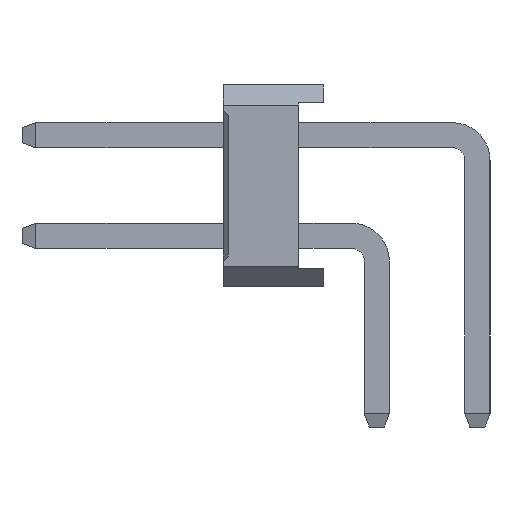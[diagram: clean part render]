
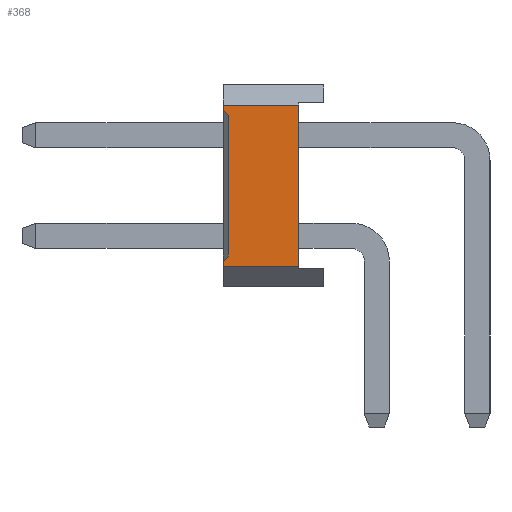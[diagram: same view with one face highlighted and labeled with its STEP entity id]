
A CAD part, left-side view. The second image highlights one B-rep face of the part: STEP entity #368.
In plain terms, the highlighted planar face has unit normal (-1, 0, 0).
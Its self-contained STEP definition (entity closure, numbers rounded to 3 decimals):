
#368=ADVANCED_FACE('',(#6158),#6160,.T.);
#6158=FACE_BOUND('',#6159,.T.);
#6159=EDGE_LOOP('',(#10853,#10854,#10855,#10856,#10857,#10858,#10859,#10860));
#6160=PLANE('',#6161);
#6161=AXIS2_PLACEMENT_3D('',#6162,#6163,#6164);
#6162=CARTESIAN_POINT('',(-1.,1.05,0.4));
#6163=DIRECTION('',(-1.,0.,0.));
#6164=DIRECTION('',(0.,0.,1.));
#10853=ORIENTED_EDGE('',*,*,#13961,.F.);
#10854=ORIENTED_EDGE('',*,*,#13962,.T.);
#10855=ORIENTED_EDGE('',*,*,#13963,.F.);
#10856=ORIENTED_EDGE('',*,*,#13677,.F.);
#10857=ORIENTED_EDGE('',*,*,#13959,.F.);
#10858=ORIENTED_EDGE('',*,*,#13964,.T.);
#10859=ORIENTED_EDGE('',*,*,#13965,.T.);
#10860=ORIENTED_EDGE('',*,*,#13681,.F.);
#13677=EDGE_CURVE('',#15300,#15302,#15303,.T.);
#13681=EDGE_CURVE('',#15308,#15310,#15311,.T.);
#13959=EDGE_CURVE('',#15830,#15300,#15832,.T.);
#13961=EDGE_CURVE('',#15834,#15308,#15835,.F.);
#13962=EDGE_CURVE('',#15834,#15836,#15837,.T.);
#13963=EDGE_CURVE('',#15302,#15836,#15838,.F.);
#13964=EDGE_CURVE('',#15830,#15839,#15840,.T.);
#13965=EDGE_CURVE('',#15839,#15310,#15841,.T.);
#15300=VERTEX_POINT('',#17958);
#15302=VERTEX_POINT('',#17962);
#15303=LINE('',#17963,#17964);
#15308=VERTEX_POINT('',#17974);
#15310=VERTEX_POINT('',#17978);
#15311=LINE('',#17979,#17980);
#15830=VERTEX_POINT('',#19052);
#15832=LINE('',#19056,#19057);
#15834=VERTEX_POINT('',#19062);
#15835=LINE('',#19063,#19064);
#15836=VERTEX_POINT('',#19066);
#15837=LINE('',#19067,#19068);
#15838=LINE('',#19070,#19071);
#15839=VERTEX_POINT('',#19073);
#15840=LINE('',#19074,#19075);
#15841=LINE('',#19077,#19078);
#17958=CARTESIAN_POINT('',(-1.,3.05,0.4));
#17962=CARTESIAN_POINT('',(-1.,3.05,0.5));
#17963=CARTESIAN_POINT('',(-1.,3.05,0.4));
#17964=VECTOR('',#17965,1.);
#17965=DIRECTION('',(0.,0.,1.));
#17974=CARTESIAN_POINT('',(-1.,3.05,3.5));
#17978=CARTESIAN_POINT('',(-1.,3.05,3.6));
#17979=CARTESIAN_POINT('',(-1.,3.05,3.5));
#17980=VECTOR('',#17981,1.);
#17981=DIRECTION('',(0.,0.,1.));
#19052=CARTESIAN_POINT('',(-1.,1.55,0.4));
#19056=CARTESIAN_POINT('',(-1.,1.55,0.4));
#19057=VECTOR('',#19058,1.);
#19058=DIRECTION('',(0.,1.,0.));
#19062=CARTESIAN_POINT('',(-1.,2.95,3.4));
#19063=CARTESIAN_POINT('',(-1.,3.05,3.5));
#19064=VECTOR('',#19065,1.);
#19065=DIRECTION('',(0.,-0.707,-0.707));
#19066=CARTESIAN_POINT('',(-1.,2.95,0.6));
#19067=CARTESIAN_POINT('',(-1.,2.95,3.4));
#19068=VECTOR('',#19069,1.);
#19069=DIRECTION('',(0.,0.,-1.));
#19070=CARTESIAN_POINT('',(-1.,2.95,0.6));
#19071=VECTOR('',#19072,1.);
#19072=DIRECTION('',(0.,0.707,-0.707));
#19073=CARTESIAN_POINT('',(-1.,1.55,3.6));
#19074=CARTESIAN_POINT('',(-1.,1.55,0.4));
#19075=VECTOR('',#19076,1.);
#19076=DIRECTION('',(0.,0.,1.));
#19077=CARTESIAN_POINT('',(-1.,1.55,3.6));
#19078=VECTOR('',#19079,1.);
#19079=DIRECTION('',(0.,1.,0.));
